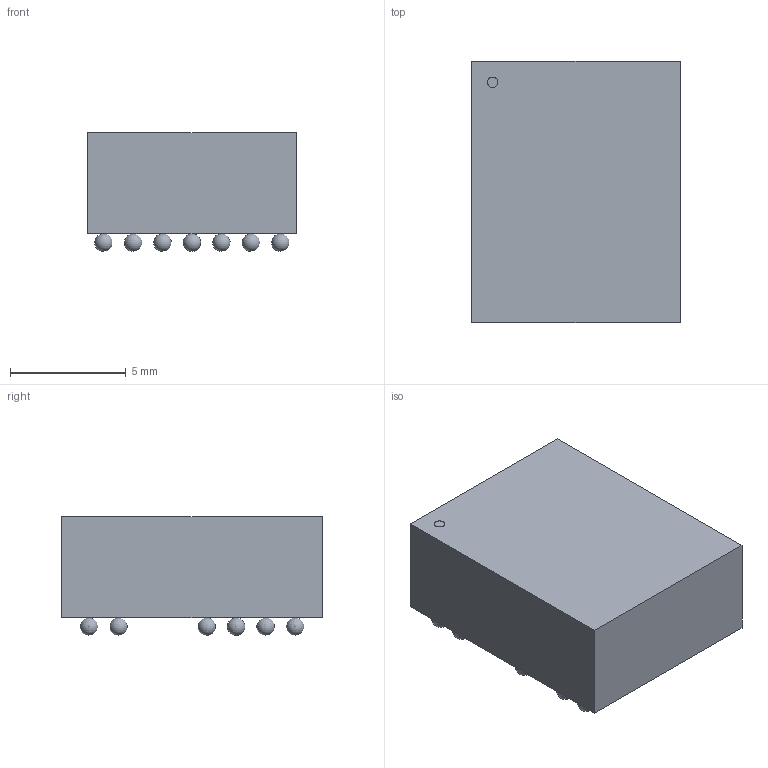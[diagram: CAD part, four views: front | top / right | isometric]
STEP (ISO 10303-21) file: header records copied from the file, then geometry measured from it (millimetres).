
FILE_DESCRIPTION(('STEP AP214'),'1');
FILE_NAME('BGA38_11P25X9_ADI','2024-07-30T11:25:38',(''),(''),'','','');
FILE_SCHEMA(('AUTOMOTIVE_DESIGN'));
Length unit declared in the file: millimetre
Products named in the file (1): product
Bounding box: 8.99 x 11.25 x 5.13 mm (x, y, z)
Volume: 451 mm3; surface area: 448.9 mm2
Topology: 40 solids, 40 shells, 47 faces, 129 edges, 86 vertices
Faces by surface type: sphere 38, plane 8, cylinder 1
Full cylindrical faces by diameter (mm): 0.45 x1
Entity records: 715 total; most frequent: DIRECTION 114, CARTESIAN_POINT 61, AXIS2_PLACEMENT_3D 51, STYLED_ITEM 47, ADVANCED_FACE 47, MANIFOLD_SOLID_BREP 40, CLOSED_SHELL 40, SPHERICAL_SURFACE 38
